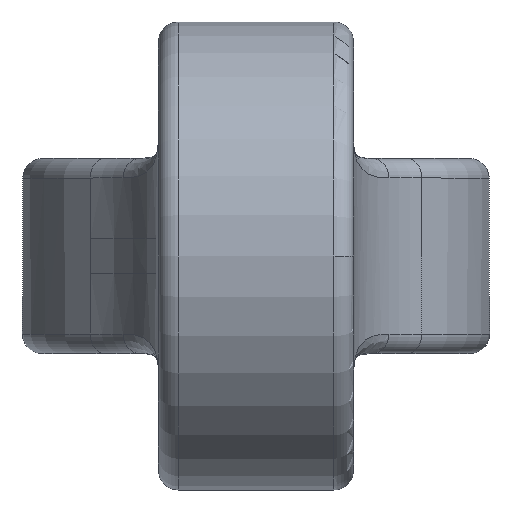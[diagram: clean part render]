
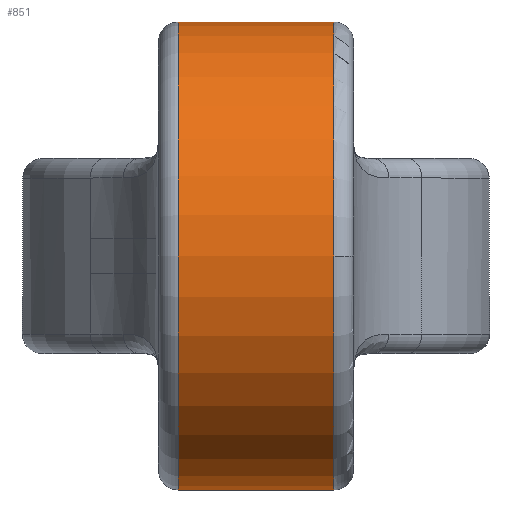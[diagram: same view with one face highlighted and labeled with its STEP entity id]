
A CAD part, left-side view. The second image highlights one B-rep face of the part: STEP entity #851.
In plain terms, the highlighted cylindrical face has radius 6 mm (diameter 12 mm), a partial arc.
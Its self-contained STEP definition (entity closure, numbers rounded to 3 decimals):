
#31 = DIRECTION ( 'NONE',  ( -1., 0., 0. ) ) ;
#79 = VERTEX_POINT ( 'NONE', #91 ) ;
#91 = CARTESIAN_POINT ( 'NONE',  ( 0., 9.05, 6. ) ) ;
#111 = CARTESIAN_POINT ( 'NONE',  ( 0., 5.05, 0. ) ) ;
#151 = EDGE_CURVE ( 'NONE', #1281, #1626, #968, .T. ) ;
#225 = VERTEX_POINT ( 'NONE', #982 ) ;
#264 = DIRECTION ( 'NONE',  ( 0., -1., 0. ) ) ;
#298 = CARTESIAN_POINT ( 'NONE',  ( 0., 5.05, -6. ) ) ;
#364 = VECTOR ( 'NONE', #1113, 1000. ) ;
#418 = ORIENTED_EDGE ( 'NONE', *, *, #703, .T. ) ;
#424 = DIRECTION ( 'NONE',  ( 0., 1., 0. ) ) ;
#486 = ORIENTED_EDGE ( 'NONE', *, *, #151, .T. ) ;
#488 = CYLINDRICAL_SURFACE ( 'NONE', #1090, 6. ) ;
#536 = DIRECTION ( 'NONE',  ( -1., 0., 0. ) ) ;
#543 = EDGE_CURVE ( 'NONE', #79, #1422, #575, .T. ) ;
#575 = CIRCLE ( 'NONE', #764, 6. ) ;
#661 = LINE ( 'NONE', #1372, #364 ) ;
#675 = DIRECTION ( 'NONE',  ( 0., 0., -1. ) ) ;
#703 = EDGE_CURVE ( 'NONE', #1422, #1281, #661, .T. ) ;
#730 = CARTESIAN_POINT ( 'NONE',  ( 0., 5.05, 0. ) ) ;
#751 = ORIENTED_EDGE ( 'NONE', *, *, #1756, .F. ) ;
#764 = AXIS2_PLACEMENT_3D ( 'NONE', #1512, #1519, #675 ) ;
#814 = ORIENTED_EDGE ( 'NONE', *, *, #543, .T. ) ;
#851 = ADVANCED_FACE ( 'NONE', ( #1290 ), #488, .T. ) ;
#860 = DIRECTION ( 'NONE',  ( 0., 0., -1. ) ) ;
#879 = CARTESIAN_POINT ( 'NONE',  ( 0., 9.05, -6. ) ) ;
#884 = DIRECTION ( 'NONE',  ( 0., -1., 0. ) ) ;
#906 = CIRCLE ( 'NONE', #1032, 6. ) ;
#938 = DIRECTION ( 'NONE',  ( 0., 1., 0. ) ) ;
#968 = CIRCLE ( 'NONE', #1227, 6. ) ;
#982 = CARTESIAN_POINT ( 'NONE',  ( 0., 5.05, 6. ) ) ;
#1032 = AXIS2_PLACEMENT_3D ( 'NONE', #730, #424, #31 ) ;
#1057 = LINE ( 'NONE', #1107, #1736 ) ;
#1090 = AXIS2_PLACEMENT_3D ( 'NONE', #1460, #884, #860 ) ;
#1107 = CARTESIAN_POINT ( 'NONE',  ( 0., 14.1, 6. ) ) ;
#1113 = DIRECTION ( 'NONE',  ( 0., -1., 0. ) ) ;
#1227 = AXIS2_PLACEMENT_3D ( 'NONE', #111, #938, #536 ) ;
#1250 = EDGE_CURVE ( 'NONE', #1626, #225, #906, .T. ) ;
#1281 = VERTEX_POINT ( 'NONE', #298 ) ;
#1290 = FACE_OUTER_BOUND ( 'NONE', #1469, .T. ) ;
#1372 = CARTESIAN_POINT ( 'NONE',  ( 0., 14.1, -6. ) ) ;
#1392 = ORIENTED_EDGE ( 'NONE', *, *, #1250, .T. ) ;
#1422 = VERTEX_POINT ( 'NONE', #879 ) ;
#1460 = CARTESIAN_POINT ( 'NONE',  ( 0., 14.1, 0. ) ) ;
#1469 = EDGE_LOOP ( 'NONE', ( #751, #814, #418, #486, #1392 ) ) ;
#1512 = CARTESIAN_POINT ( 'NONE',  ( 0., 9.05, 0. ) ) ;
#1519 = DIRECTION ( 'NONE',  ( 0., -1., 0. ) ) ;
#1523 = CARTESIAN_POINT ( 'NONE',  ( -6., 5.05, 0. ) ) ;
#1626 = VERTEX_POINT ( 'NONE', #1523 ) ;
#1736 = VECTOR ( 'NONE', #264, 1000. ) ;
#1756 = EDGE_CURVE ( 'NONE', #79, #225, #1057, .T. ) ;
